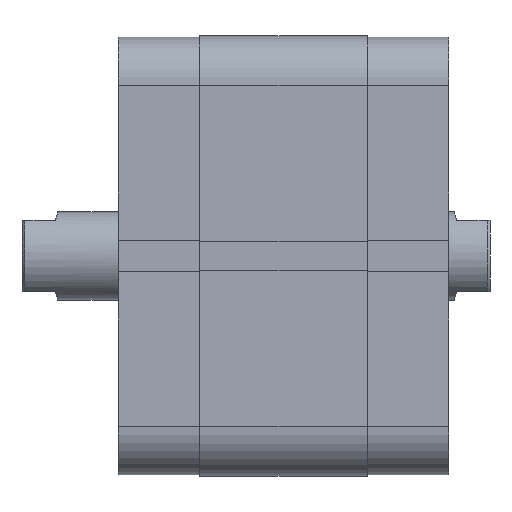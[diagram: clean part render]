
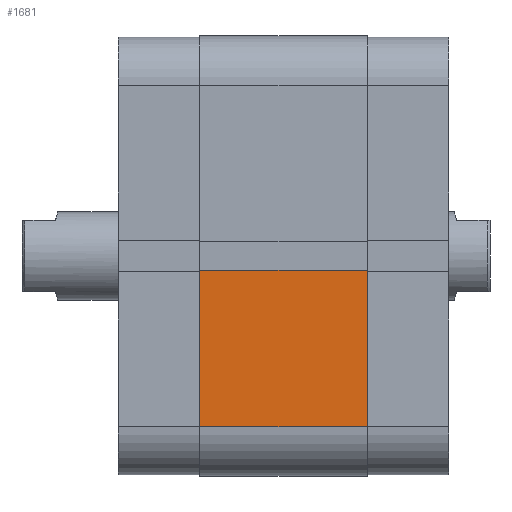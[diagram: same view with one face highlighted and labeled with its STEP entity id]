
A CAD part, front view. The second image highlights one B-rep face of the part: STEP entity #1681.
In plain terms, the highlighted planar face has unit normal (0, -1, 0).
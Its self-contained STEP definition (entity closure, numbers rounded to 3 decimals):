
#550 = ORIENTED_EDGE ( 'NONE', *, *, #3062, .T. ) ;
#551 = ORIENTED_EDGE ( 'NONE', *, *, #3063, .F. ) ;
#552 = ORIENTED_EDGE ( 'NONE', *, *, #3059, .F. ) ;
#553 = ORIENTED_EDGE ( 'NONE', *, *, #3058, .T. ) ;
#747 = EDGE_LOOP ( 'NONE', ( #553, #552, #551, #550 ) ) ;
#805 = FACE_OUTER_BOUND ( 'NONE', #747, .T. ) ;
#1681 = ADVANCED_FACE ( 'NONE', ( #805 ), #5456, .F. ) ;
#2715 = VERTEX_POINT ( 'NONE', #3204 ) ;
#2748 = VERTEX_POINT ( 'NONE', #3236 ) ;
#2776 = VERTEX_POINT ( 'NONE', #3264 ) ;
#2832 = VERTEX_POINT ( 'NONE', #3320 ) ;
#3058 = EDGE_CURVE ( 'NONE', #2748, #2832, #4545, .T. ) ;
#3059 = EDGE_CURVE ( 'NONE', #2715, #2832, #4532, .T. ) ;
#3062 = EDGE_CURVE ( 'NONE', #2776, #2748, #4552, .T. ) ;
#3063 = EDGE_CURVE ( 'NONE', #2776, #2715, #4554, .T. ) ;
#3204 = CARTESIAN_POINT ( 'NONE',  ( -2.6, -40., 30.5 ) ) ;
#3236 = CARTESIAN_POINT ( 'NONE',  ( -31., -40., 0. ) ) ;
#3264 = CARTESIAN_POINT ( 'NONE',  ( -31., -40., 30.5 ) ) ;
#3320 = CARTESIAN_POINT ( 'NONE',  ( -2.6, -40., 0. ) ) ;
#3747 = CARTESIAN_POINT ( 'NONE',  ( -2.6, -40., 30.5 ) ) ;
#3751 = CARTESIAN_POINT ( 'NONE',  ( -31., -40., 30.5 ) ) ;
#3752 = CARTESIAN_POINT ( 'NONE',  ( 0., -40., 0. ) ) ;
#3753 = DIRECTION ( 'NONE',  ( 1., 0., 0. ) ) ;
#3755 = DIRECTION ( 'NONE',  ( 0., 0., -1. ) ) ;
#3761 = DIRECTION ( 'NONE',  ( 0., 0., -1. ) ) ;
#3762 = CARTESIAN_POINT ( 'NONE',  ( 0., -40., 30.5 ) ) ;
#3763 = DIRECTION ( 'NONE',  ( 1., 0., 0. ) ) ;
#4532 = LINE ( 'NONE', #3747, #4547 ) ;
#4542 = VECTOR ( 'NONE', #3761, 1000. ) ;
#4545 = LINE ( 'NONE', #3752, #4546 ) ;
#4546 = VECTOR ( 'NONE', #3753, 1000. ) ;
#4547 = VECTOR ( 'NONE', #3755, 1000. ) ;
#4552 = LINE ( 'NONE', #3751, #4542 ) ;
#4554 = LINE ( 'NONE', #3762, #4555 ) ;
#4555 = VECTOR ( 'NONE', #3763, 1000. ) ;
#5456 = PLANE ( 'NONE',  #6726 ) ;
#5459 = CARTESIAN_POINT ( 'NONE',  ( 0., -40., 30.5 ) ) ;
#5465 = DIRECTION ( 'NONE',  ( 0., 1., 0. ) ) ;
#5466 = DIRECTION ( 'NONE',  ( 0., 0., 1. ) ) ;
#6726 = AXIS2_PLACEMENT_3D ( 'NONE', #5459, #5465, #5466 ) ;
